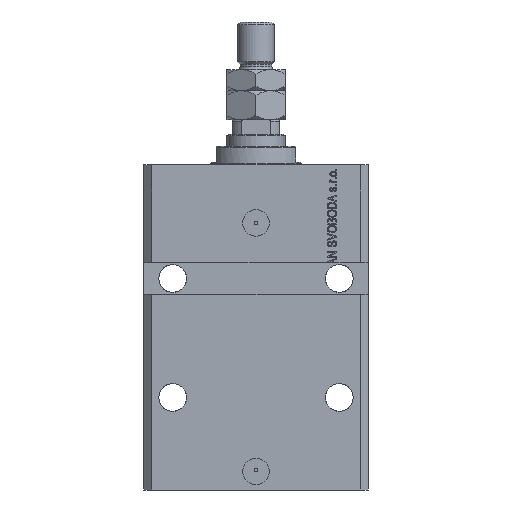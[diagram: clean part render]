
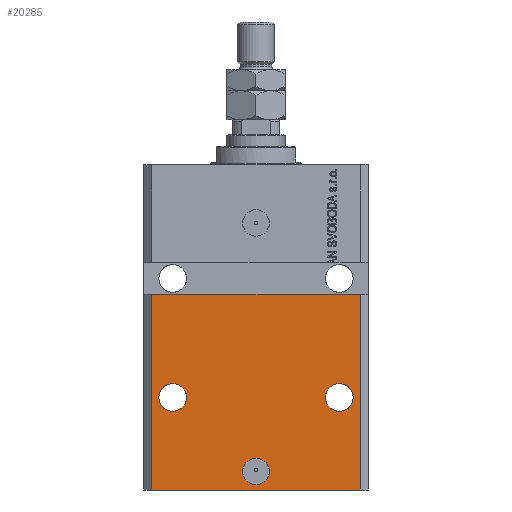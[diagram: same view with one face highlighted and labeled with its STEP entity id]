
A CAD part, front view. The second image highlights one B-rep face of the part: STEP entity #20285.
In plain terms, the highlighted planar face has unit normal (0, -1, 0).
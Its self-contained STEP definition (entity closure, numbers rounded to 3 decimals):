
#210 = VERTEX_POINT ( 'NONE', #32484 ) ;
#2067 = DIRECTION ( 'NONE',  ( 0., 0., 1. ) ) ;
#2143 = DIRECTION ( 'NONE',  ( 0., -1., 0. ) ) ;
#2761 = LINE ( 'NONE', #18599, #7403 ) ;
#2766 = DIRECTION ( 'NONE',  ( 0., -1., 0. ) ) ;
#3978 = AXIS2_PLACEMENT_3D ( 'NONE', #10909, #22498, #41832 ) ;
#4457 = VERTEX_POINT ( 'NONE', #5047 ) ;
#5047 = CARTESIAN_POINT ( 'NONE',  ( 39.5, -31.5, -49. ) ) ;
#5059 = CARTESIAN_POINT ( 'NONE',  ( 0., -31.5, -116. ) ) ;
#5232 = EDGE_CURVE ( 'NONE', #7500, #44665, #6089, .T. ) ;
#5591 = AXIS2_PLACEMENT_3D ( 'NONE', #49314, #14387, #45288 ) ;
#6089 = CIRCLE ( 'NONE', #26151, 5. ) ;
#6238 = EDGE_LOOP ( 'NONE', ( #14217, #25302 ) ) ;
#6287 = DIRECTION ( 'NONE',  ( 0., 0., -1. ) ) ;
#6833 = ORIENTED_EDGE ( 'NONE', *, *, #16818, .F. ) ;
#7403 = VECTOR ( 'NONE', #33934, 1000. ) ;
#7500 = VERTEX_POINT ( 'NONE', #49667 ) ;
#7727 = CARTESIAN_POINT ( 'NONE',  ( -39.5, -31.5, -49. ) ) ;
#8043 = ORIENTED_EDGE ( 'NONE', *, *, #13309, .F. ) ;
#9045 = VERTEX_POINT ( 'NONE', #41697 ) ;
#9467 = AXIS2_PLACEMENT_3D ( 'NONE', #41458, #18350, #33688 ) ;
#10307 = CARTESIAN_POINT ( 'NONE',  ( -39.5, -31.5, -123. ) ) ;
#10597 = EDGE_CURVE ( 'NONE', #19023, #32361, #28989, .T. ) ;
#10888 = CARTESIAN_POINT ( 'NONE',  ( -39.5, -31.5, -123. ) ) ;
#10909 = CARTESIAN_POINT ( 'NONE',  ( 0., -31.5, -116. ) ) ;
#11319 = ORIENTED_EDGE ( 'NONE', *, *, #23419, .T. ) ;
#11657 = EDGE_CURVE ( 'NONE', #22936, #17412, #42440, .T. ) ;
#12433 = ORIENTED_EDGE ( 'NONE', *, *, #11657, .F. ) ;
#13309 = EDGE_CURVE ( 'NONE', #17412, #22936, #48785, .T. ) ;
#13736 = AXIS2_PLACEMENT_3D ( 'NONE', #10307, #2766, #6287 ) ;
#14083 = PLANE ( 'NONE',  #13736 ) ;
#14217 = ORIENTED_EDGE ( 'NONE', *, *, #16407, .F. ) ;
#14332 = FACE_BOUND ( 'NONE', #33111, .T. ) ;
#14387 = DIRECTION ( 'NONE',  ( 0., -1., 0. ) ) ;
#15215 = CIRCLE ( 'NONE', #3978, 5. ) ;
#16407 = EDGE_CURVE ( 'NONE', #44665, #7500, #15215, .T. ) ;
#16477 = ORIENTED_EDGE ( 'NONE', *, *, #40730, .T. ) ;
#16686 = CARTESIAN_POINT ( 'NONE',  ( 26.25, -31.5, -88. ) ) ;
#16818 = EDGE_CURVE ( 'NONE', #42688, #9045, #20062, .T. ) ;
#17370 = DIRECTION ( 'NONE',  ( 1., 0., 0. ) ) ;
#17412 = VERTEX_POINT ( 'NONE', #43641 ) ;
#18350 = DIRECTION ( 'NONE',  ( 0., -1., 0. ) ) ;
#18599 = CARTESIAN_POINT ( 'NONE',  ( 39.5, -31.5, -123. ) ) ;
#18892 = EDGE_CURVE ( 'NONE', #9045, #42688, #24143, .T. ) ;
#19023 = VERTEX_POINT ( 'NONE', #43312 ) ;
#20062 = CIRCLE ( 'NONE', #5591, 5.25 ) ;
#20285 = ADVANCED_FACE ( 'NONE', ( #37208, #29436, #14332, #21877 ), #14083, .T. ) ;
#20655 = DIRECTION ( 'NONE',  ( 0., -1., 0. ) ) ;
#21877 = FACE_OUTER_BOUND ( 'NONE', #48219, .T. ) ;
#22166 = VECTOR ( 'NONE', #40335, 1000. ) ;
#22498 = DIRECTION ( 'NONE',  ( 0., -1., 0. ) ) ;
#22936 = VERTEX_POINT ( 'NONE', #16686 ) ;
#23419 = EDGE_CURVE ( 'NONE', #210, #4457, #2761, .T. ) ;
#23549 = ORIENTED_EDGE ( 'NONE', *, *, #10597, .F. ) ;
#24143 = CIRCLE ( 'NONE', #32978, 5.25 ) ;
#25302 = ORIENTED_EDGE ( 'NONE', *, *, #5232, .F. ) ;
#25356 = LINE ( 'NONE', #29385, #27731 ) ;
#26151 = AXIS2_PLACEMENT_3D ( 'NONE', #5059, #20655, #17370 ) ;
#27731 = VECTOR ( 'NONE', #44440, 1000. ) ;
#28989 = LINE ( 'NONE', #44781, #43190 ) ;
#29385 = CARTESIAN_POINT ( 'NONE',  ( -42.5, -31.5, -49. ) ) ;
#29436 = FACE_BOUND ( 'NONE', #29513, .T. ) ;
#29513 = EDGE_LOOP ( 'NONE', ( #8043, #12433 ) ) ;
#32361 = VERTEX_POINT ( 'NONE', #7727 ) ;
#32484 = CARTESIAN_POINT ( 'NONE',  ( 39.5, -31.5, -123. ) ) ;
#32978 = AXIS2_PLACEMENT_3D ( 'NONE', #33308, #2143, #44357 ) ;
#33111 = EDGE_LOOP ( 'NONE', ( #47693, #6833 ) ) ;
#33308 = CARTESIAN_POINT ( 'NONE',  ( -31.5, -31.5, -88. ) ) ;
#33688 = DIRECTION ( 'NONE',  ( 1., 0., 0. ) ) ;
#33934 = DIRECTION ( 'NONE',  ( 0., 0., 1. ) ) ;
#37208 = FACE_BOUND ( 'NONE', #6238, .T. ) ;
#37745 = DIRECTION ( 'NONE',  ( 0., -1., 0. ) ) ;
#37854 = ORIENTED_EDGE ( 'NONE', *, *, #38316, .F. ) ;
#38316 = EDGE_CURVE ( 'NONE', #32361, #4457, #25356, .T. ) ;
#40335 = DIRECTION ( 'NONE',  ( 1., 0., 0. ) ) ;
#40730 = EDGE_CURVE ( 'NONE', #19023, #210, #40830, .T. ) ;
#40830 = LINE ( 'NONE', #10888, #22166 ) ;
#41458 = CARTESIAN_POINT ( 'NONE',  ( 31.5, -31.5, -88. ) ) ;
#41697 = CARTESIAN_POINT ( 'NONE',  ( -26.25, -31.5, -88. ) ) ;
#41755 = DIRECTION ( 'NONE',  ( 1., 0., 0. ) ) ;
#41832 = DIRECTION ( 'NONE',  ( 1., 0., 0. ) ) ;
#42440 = CIRCLE ( 'NONE', #48824, 5.25 ) ;
#42688 = VERTEX_POINT ( 'NONE', #42879 ) ;
#42879 = CARTESIAN_POINT ( 'NONE',  ( -36.75, -31.5, -88. ) ) ;
#43190 = VECTOR ( 'NONE', #2067, 1000. ) ;
#43312 = CARTESIAN_POINT ( 'NONE',  ( -39.5, -31.5, -123. ) ) ;
#43641 = CARTESIAN_POINT ( 'NONE',  ( 36.75, -31.5, -88. ) ) ;
#44357 = DIRECTION ( 'NONE',  ( -1., 0., 0. ) ) ;
#44386 = CARTESIAN_POINT ( 'NONE',  ( 5., -31.5, -116. ) ) ;
#44440 = DIRECTION ( 'NONE',  ( 1., 0., 0. ) ) ;
#44665 = VERTEX_POINT ( 'NONE', #44386 ) ;
#44781 = CARTESIAN_POINT ( 'NONE',  ( -39.5, -31.5, -123. ) ) ;
#45288 = DIRECTION ( 'NONE',  ( -1., 0., 0. ) ) ;
#47693 = ORIENTED_EDGE ( 'NONE', *, *, #18892, .F. ) ;
#48219 = EDGE_LOOP ( 'NONE', ( #37854, #23549, #16477, #11319 ) ) ;
#48785 = CIRCLE ( 'NONE', #9467, 5.25 ) ;
#48807 = CARTESIAN_POINT ( 'NONE',  ( 31.5, -31.5, -88. ) ) ;
#48824 = AXIS2_PLACEMENT_3D ( 'NONE', #48807, #37745, #41755 ) ;
#49314 = CARTESIAN_POINT ( 'NONE',  ( -31.5, -31.5, -88. ) ) ;
#49667 = CARTESIAN_POINT ( 'NONE',  ( -5., -31.5, -116. ) ) ;
